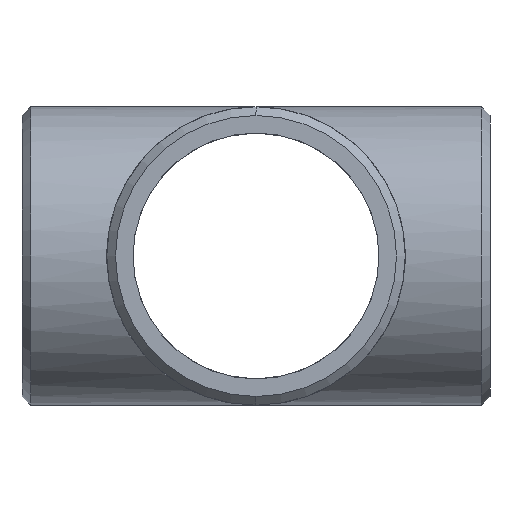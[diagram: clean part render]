
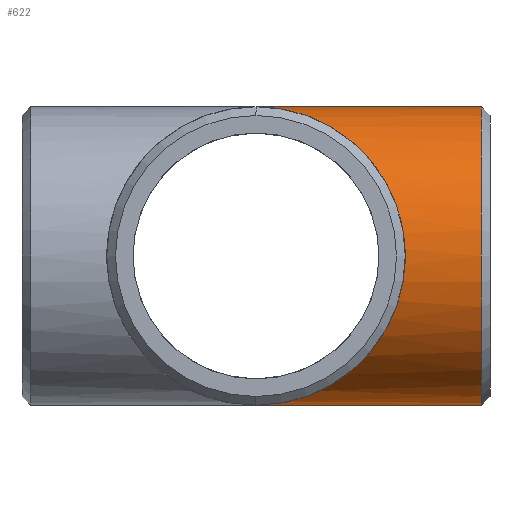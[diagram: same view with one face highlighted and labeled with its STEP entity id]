
A CAD part, left-side view. The second image highlights one B-rep face of the part: STEP entity #622.
In plain terms, the highlighted cylindrical face has radius 162 mm (diameter 324 mm), a partial arc.
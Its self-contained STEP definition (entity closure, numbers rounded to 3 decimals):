
#16 = LINE ( 'NONE', #638, #684 ) ;
#39 = CIRCLE ( 'NONE', #410, 162. ) ;
#104 = EDGE_CURVE ( 'NONE', #110, #158, #16, .T. ) ;
#105 = EDGE_LOOP ( 'NONE', ( #424, #238, #443, #279 ) ) ;
#107 = DIRECTION ( 'NONE',  ( 0., 0., -1. ) ) ;
#110 = VERTEX_POINT ( 'NONE', #144 ) ;
#128 = CARTESIAN_POINT ( 'NONE',  ( 0., -244.473, 0. ) ) ;
#141 = VERTEX_POINT ( 'NONE', #254 ) ;
#144 = CARTESIAN_POINT ( 'NONE',  ( 0., -244.473, -162. ) ) ;
#158 = VERTEX_POINT ( 'NONE', #741 ) ;
#168 = FACE_OUTER_BOUND ( 'NONE', #105, .T. ) ;
#174 = CARTESIAN_POINT ( 'NONE',  ( -324., -324., 162. ) ) ;
#230 = DIRECTION ( 'NONE',  ( 0., 1., 0. ) ) ;
#231 =( BOUNDED_CURVE ( )  B_SPLINE_CURVE ( 3, ( #344, #712, #174, #714 ),
 .UNSPECIFIED., .F., .T. ) 
 B_SPLINE_CURVE_WITH_KNOTS ( ( 4, 4 ),
 ( 4.712, 7.854 ),
 .UNSPECIFIED. ) 
 CURVE ( )  GEOMETRIC_REPRESENTATION_ITEM ( )  RATIONAL_B_SPLINE_CURVE ( ( 1., 0.333, 0.333, 1. ) ) 
 REPRESENTATION_ITEM ( '' )  );
#238 = ORIENTED_EDGE ( 'NONE', *, *, #584, .T. ) ;
#239 = DIRECTION ( 'NONE',  ( 0., 0., -1. ) ) ;
#254 = CARTESIAN_POINT ( 'NONE',  ( 0., 0., 162. ) ) ;
#268 = CARTESIAN_POINT ( 'NONE',  ( 0., -244.473, 162. ) ) ;
#279 = ORIENTED_EDGE ( 'NONE', *, *, #104, .F. ) ;
#281 = CARTESIAN_POINT ( 'NONE',  ( 0., -254., 162. ) ) ;
#286 = CYLINDRICAL_SURFACE ( 'NONE', #493, 162. ) ;
#330 = DIRECTION ( 'NONE',  ( 0., 1., 0. ) ) ;
#344 = CARTESIAN_POINT ( 'NONE',  ( 0., 0., -162. ) ) ;
#352 = CARTESIAN_POINT ( 'NONE',  ( 0., -254., 0. ) ) ;
#410 = AXIS2_PLACEMENT_3D ( 'NONE', #128, #550, #239 ) ;
#424 = ORIENTED_EDGE ( 'NONE', *, *, #798, .T. ) ;
#443 = ORIENTED_EDGE ( 'NONE', *, *, #646, .F. ) ;
#472 = VERTEX_POINT ( 'NONE', #268 ) ;
#493 = AXIS2_PLACEMENT_3D ( 'NONE', #352, #598, #107 ) ;
#550 = DIRECTION ( 'NONE',  ( 0., 1., 0. ) ) ;
#572 = VECTOR ( 'NONE', #230, 1000. ) ;
#584 = EDGE_CURVE ( 'NONE', #472, #141, #774, .T. ) ;
#598 = DIRECTION ( 'NONE',  ( 0., 1., 0. ) ) ;
#622 = ADVANCED_FACE ( 'NONE', ( #168 ), #286, .T. ) ;
#638 = CARTESIAN_POINT ( 'NONE',  ( 0., -254., -162. ) ) ;
#646 = EDGE_CURVE ( 'NONE', #158, #141, #231, .T. ) ;
#684 = VECTOR ( 'NONE', #330, 1000. ) ;
#712 = CARTESIAN_POINT ( 'NONE',  ( -324., -324., -162. ) ) ;
#714 = CARTESIAN_POINT ( 'NONE',  ( 0., 0., 162. ) ) ;
#741 = CARTESIAN_POINT ( 'NONE',  ( 0., 0., -162. ) ) ;
#774 = LINE ( 'NONE', #281, #572 ) ;
#798 = EDGE_CURVE ( 'NONE', #110, #472, #39, .T. ) ;
